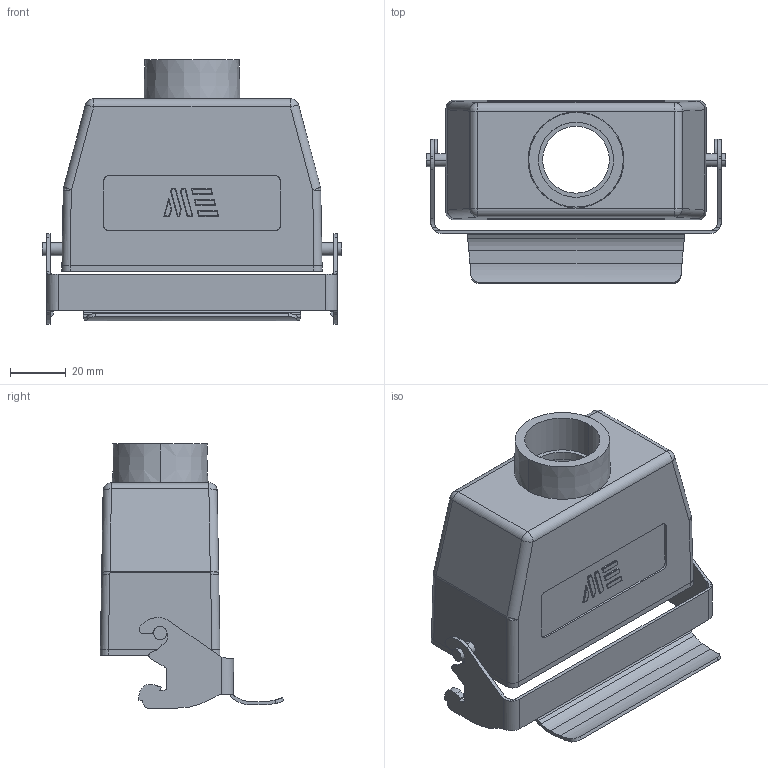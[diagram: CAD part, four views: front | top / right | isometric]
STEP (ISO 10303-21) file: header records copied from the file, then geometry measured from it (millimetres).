
FILE_DESCRIPTION (( 'STEP AP203' ), '1' );
FILE_NAME ('293662905S.step', '2025-02-12T17:54:23', ( '' ), ( '' ), 'SwSTEP 2.0', 'SolidWorks 2024', '' );
FILE_SCHEMA (( 'CONFIG_CONTROL_DESIGN' ));
Length unit declared in the file: millimetre
Products named in the file (1): 293662905S
Bounding box: 107.5 x 65.9 x 95 mm (x, y, z)
Volume: 74318.4 mm3; surface area: 47769.7 mm2
Topology: 1 solids, 1 shells, 389 faces, 980 edges, 618 vertices
Faces by surface type: plane 205, cylinder 150, bspline 16, cone 14, sphere 4
Entity records: 12443 total; most frequent: CARTESIAN_POINT 3392, ORIENTED_EDGE 1960, DIRECTION 1744, EDGE_CURVE 980, LINE 648, VECTOR 648, VERTEX_POINT 618, AXIS2_PLACEMENT_3D 548
